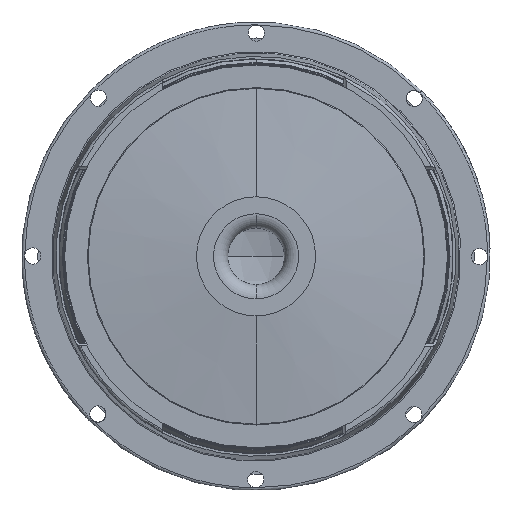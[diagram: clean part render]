
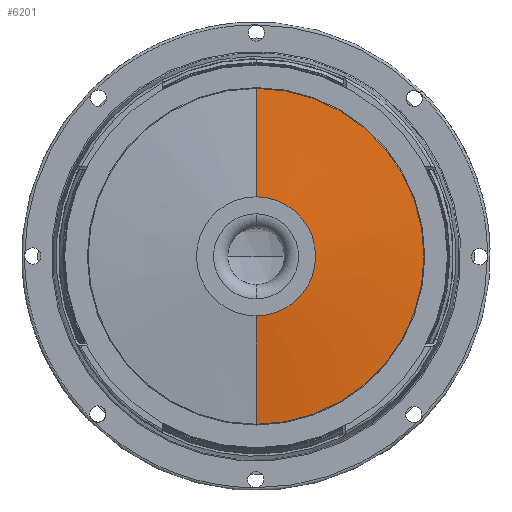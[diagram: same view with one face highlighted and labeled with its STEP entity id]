
A CAD part, front view. The second image highlights one B-rep face of the part: STEP entity #6201.
In plain terms, the highlighted conical face has half-angle 84.07 degrees and reference radius 21 mm.
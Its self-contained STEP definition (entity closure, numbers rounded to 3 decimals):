
#99 = DIRECTION ( 'NONE',  ( 0., -1., 0. ) ) ;
#122 = ORIENTED_EDGE ( 'NONE', *, *, #7121, .T. ) ;
#572 = ORIENTED_EDGE ( 'NONE', *, *, #10839, .F. ) ;
#796 = EDGE_CURVE ( 'NONE', #9511, #7871, #4443, .T. ) ;
#888 = ORIENTED_EDGE ( 'NONE', *, *, #796, .F. ) ;
#906 = FACE_OUTER_BOUND ( 'NONE', #9182, .T. ) ;
#1698 = CARTESIAN_POINT ( 'NONE',  ( 0., 0.141, 59.231 ) ) ;
#2165 = DIRECTION ( 'NONE',  ( 0., 0.103, -0.995 ) ) ;
#2553 = CIRCLE ( 'NONE', #9893, 21. ) ;
#2569 = VECTOR ( 'NONE', #2165, 1000. ) ;
#3377 = AXIS2_PLACEMENT_3D ( 'NONE', #8841, #12840, #3835 ) ;
#3835 = DIRECTION ( 'NONE',  ( 0., 0., -1. ) ) ;
#4121 = DIRECTION ( 'NONE',  ( 0., 0., -1. ) ) ;
#4443 = LINE ( 'NONE', #8465, #6269 ) ;
#4929 = CARTESIAN_POINT ( 'NONE',  ( 0., -3.83, 0. ) ) ;
#5104 = CARTESIAN_POINT ( 'NONE',  ( 0., -3.83, -21. ) ) ;
#6193 = ORIENTED_EDGE ( 'NONE', *, *, #8051, .T. ) ;
#6201 = ADVANCED_FACE ( 'NONE', ( #906 ), #12331, .T. ) ;
#6235 = CARTESIAN_POINT ( 'NONE',  ( 0., -3.83, 21. ) ) ;
#6269 = VECTOR ( 'NONE', #12463, 1000. ) ;
#6657 = AXIS2_PLACEMENT_3D ( 'NONE', #4929, #8939, #12938 ) ;
#7121 = EDGE_CURVE ( 'NONE', #7498, #7871, #9037, .T. ) ;
#7164 = LINE ( 'NONE', #11165, #2569 ) ;
#7498 = VERTEX_POINT ( 'NONE', #10846 ) ;
#7871 = VERTEX_POINT ( 'NONE', #1698 ) ;
#8051 = EDGE_CURVE ( 'NONE', #9840, #7498, #7164, .T. ) ;
#8465 = CARTESIAN_POINT ( 'NONE',  ( 0., -3.83, 21. ) ) ;
#8841 = CARTESIAN_POINT ( 'NONE',  ( 0., 0.141, 0. ) ) ;
#8939 = DIRECTION ( 'NONE',  ( 0., 1., 0. ) ) ;
#9037 = CIRCLE ( 'NONE', #3377, 59.231 ) ;
#9124 = CARTESIAN_POINT ( 'NONE',  ( 0., -3.83, 0. ) ) ;
#9182 = EDGE_LOOP ( 'NONE', ( #572, #6193, #122, #888 ) ) ;
#9511 = VERTEX_POINT ( 'NONE', #6235 ) ;
#9840 = VERTEX_POINT ( 'NONE', #5104 ) ;
#9893 = AXIS2_PLACEMENT_3D ( 'NONE', #9124, #99, #4121 ) ;
#10839 = EDGE_CURVE ( 'NONE', #9840, #9511, #2553, .T. ) ;
#10846 = CARTESIAN_POINT ( 'NONE',  ( 0., 0.141, -59.231 ) ) ;
#11165 = CARTESIAN_POINT ( 'NONE',  ( 0., -3.83, -21. ) ) ;
#12331 = CONICAL_SURFACE ( 'NONE', #6657, 21., 1.467 ) ;
#12463 = DIRECTION ( 'NONE',  ( 0., 0.103, 0.995 ) ) ;
#12840 = DIRECTION ( 'NONE',  ( 0., -1., 0. ) ) ;
#12938 = DIRECTION ( 'NONE',  ( 0., 0., 1. ) ) ;
